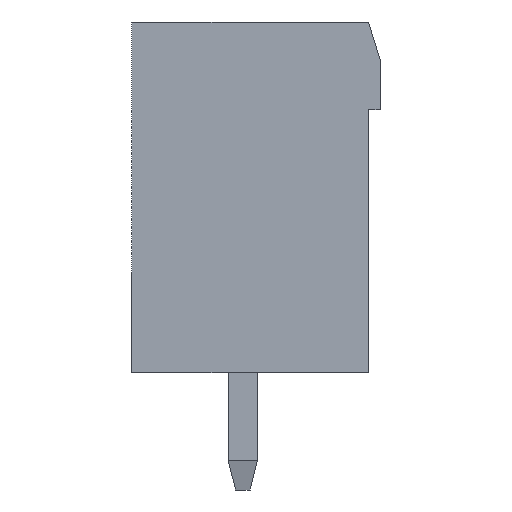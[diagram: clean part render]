
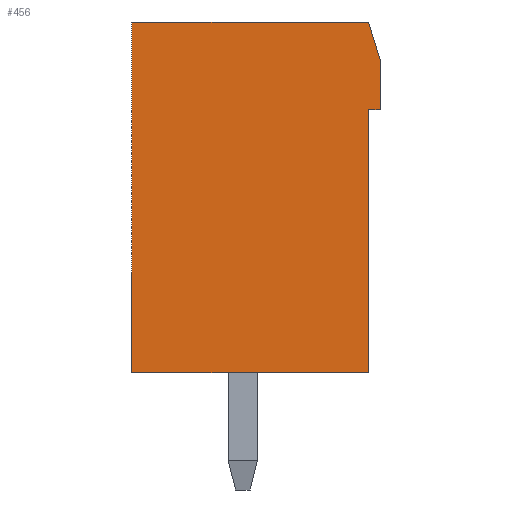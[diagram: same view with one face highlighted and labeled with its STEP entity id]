
A CAD part, left-side view. The second image highlights one B-rep face of the part: STEP entity #456.
In plain terms, the highlighted planar face has unit normal (-1, 0, 0).
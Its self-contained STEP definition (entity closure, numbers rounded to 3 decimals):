
#456 = ADVANCED_FACE( '', ( #1073 ), #1074, .T. );
#1073 = FACE_OUTER_BOUND( '', #1901, .T. );
#1074 = PLANE( '', #1902 );
#1901 = EDGE_LOOP( '', ( #2936, #2937, #2938, #2939, #2940, #2941, #2942 ) );
#1902 = AXIS2_PLACEMENT_3D( '', #2943, #2944, #2945 );
#2936 = ORIENTED_EDGE( '', *, *, #5328, .T. );
#2937 = ORIENTED_EDGE( '', *, *, #5329, .T. );
#2938 = ORIENTED_EDGE( '', *, *, #5330, .T. );
#2939 = ORIENTED_EDGE( '', *, *, #5331, .T. );
#2940 = ORIENTED_EDGE( '', *, *, #5115, .T. );
#2941 = ORIENTED_EDGE( '', *, *, #5332, .T. );
#2942 = ORIENTED_EDGE( '', *, *, #5333, .T. );
#2943 = CARTESIAN_POINT( '', ( -26.67, 0., 0. ) );
#2944 = DIRECTION( '', ( -1., 0., 0. ) );
#2945 = DIRECTION( '', ( 0., 0., 1. ) );
#5115 = EDGE_CURVE( '', #6108, #6109, #6110, .T. );
#5328 = EDGE_CURVE( '', #6488, #6489, #6490, .T. );
#5329 = EDGE_CURVE( '', #6489, #6491, #6492, .T. );
#5330 = EDGE_CURVE( '', #6491, #6493, #6494, .T. );
#5331 = EDGE_CURVE( '', #6493, #6108, #6495, .T. );
#5332 = EDGE_CURVE( '', #6109, #6496, #6497, .T. );
#5333 = EDGE_CURVE( '', #6496, #6488, #6498, .T. );
#6108 = VERTEX_POINT( '', #7588 );
#6109 = VERTEX_POINT( '', #7589 );
#6110 = LINE( '', #7590, #7591 );
#6488 = VERTEX_POINT( '', #8134 );
#6489 = VERTEX_POINT( '', #8135 );
#6490 = LINE( '', #8136, #8137 );
#6491 = VERTEX_POINT( '', #8138 );
#6492 = LINE( '', #8139, #8140 );
#6493 = VERTEX_POINT( '', #8141 );
#6494 = LINE( '', #8142, #8143 );
#6495 = LINE( '', #8144, #8145 );
#6496 = VERTEX_POINT( '', #8146 );
#6497 = LINE( '', #8147, #8148 );
#6498 = LINE( '', #8149, #8150 );
#7588 = CARTESIAN_POINT( '', ( -26.67, -4.05, -6. ) );
#7589 = CARTESIAN_POINT( '', ( -26.67, -4.05, 3. ) );
#7590 = CARTESIAN_POINT( '', ( -26.67, -4.05, -6. ) );
#7591 = VECTOR( '', #9749, 1000. );
#8134 = CARTESIAN_POINT( '', ( -26.67, -4.45, 4.7 ) );
#8135 = CARTESIAN_POINT( '', ( -26.67, -4.05, 6. ) );
#8136 = CARTESIAN_POINT( '', ( -26.67, -4.45, 4.7 ) );
#8137 = VECTOR( '', #9945, 1000. );
#8138 = CARTESIAN_POINT( '', ( -26.67, 4.05, 6. ) );
#8139 = CARTESIAN_POINT( '', ( -26.67, -4.05, 6. ) );
#8140 = VECTOR( '', #9946, 1000. );
#8141 = CARTESIAN_POINT( '', ( -26.67, 4.05, -6. ) );
#8142 = CARTESIAN_POINT( '', ( -26.67, 4.05, 6. ) );
#8143 = VECTOR( '', #9947, 1000. );
#8144 = CARTESIAN_POINT( '', ( -26.67, 4.05, -6. ) );
#8145 = VECTOR( '', #9948, 1000. );
#8146 = CARTESIAN_POINT( '', ( -26.67, -4.45, 3. ) );
#8147 = CARTESIAN_POINT( '', ( -26.67, -4.05, 3. ) );
#8148 = VECTOR( '', #9949, 1000. );
#8149 = CARTESIAN_POINT( '', ( -26.67, -4.45, 3. ) );
#8150 = VECTOR( '', #9950, 1000. );
#9749 = DIRECTION( '', ( 0., 0., 1. ) );
#9945 = DIRECTION( '', ( 0., 0.294, 0.956 ) );
#9946 = DIRECTION( '', ( 0., 1., 0. ) );
#9947 = DIRECTION( '', ( 0., 0., -1. ) );
#9948 = DIRECTION( '', ( 0., -1., 0. ) );
#9949 = DIRECTION( '', ( 0., -1., 0. ) );
#9950 = DIRECTION( '', ( 0., 0., 1. ) );
